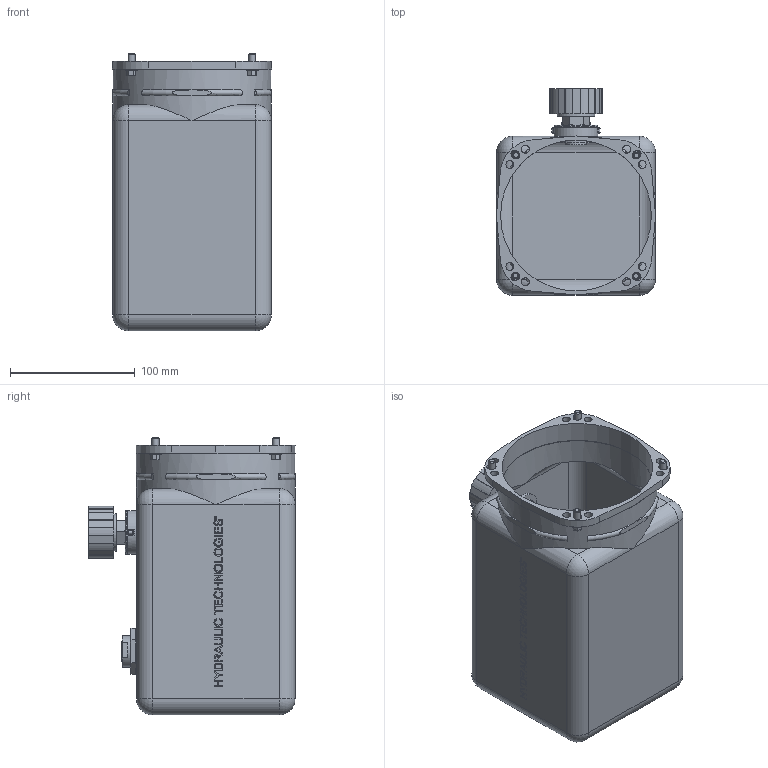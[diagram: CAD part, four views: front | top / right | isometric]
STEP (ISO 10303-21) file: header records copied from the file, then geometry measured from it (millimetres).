
FILE_DESCRIPTION (( 'STEP AP203' ), '1' );
FILE_NAME ('DER22125829 - KR22.STEP', '2024-08-06T09:14:23', ( '' ), ( '' ), 'SwSTEP 2.0', 'SolidWorks 2022', '' );
FILE_SCHEMA (( 'CONFIG_CONTROL_DESIGN' ));
Length unit declared in the file: millimetre
Products named in the file (1): DER22125829 - KR22
Bounding box: 127.37 x 165.1 x 222.25 mm (x, y, z)
Surface area: 228335.8 mm2 (no closed solid volume)
Topology: 0 solids, 18 shells, 302 faces, 1027 edges, 732 vertices
Faces by surface type: plane 182, cylinder 82, torus 13, bspline 9, sphere 8, cone 8
Full cylindrical faces by diameter (mm): 5.359 x4, 6.35 x8, 9.601 x4, 16.459 x1, 25.019 x1, 25.4 x1, 29.972 x1, 34.912 x1, 35.052 x1, 120.777 x1, 121.666 x1, 127 x1
Entity records: 12875 total; most frequent: CARTESIAN_POINT 4475, ORIENTED_EDGE 1760, DIRECTION 1475, EDGE_CURVE 978, VERTEX_POINT 729, AXIS2_PLACEMENT_3D 508, LINE 459, VECTOR 459
